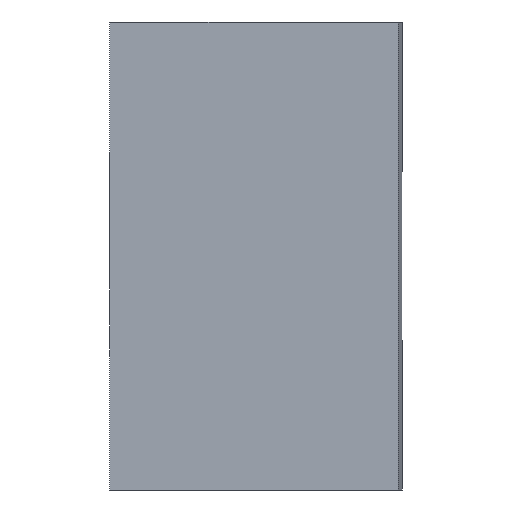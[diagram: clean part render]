
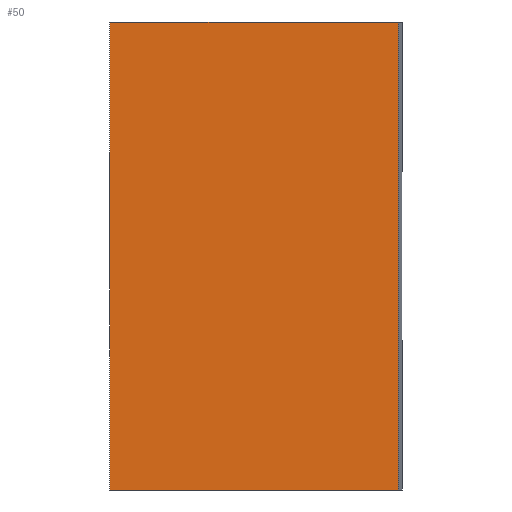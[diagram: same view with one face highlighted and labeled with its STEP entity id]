
A CAD part, left-side view. The second image highlights one B-rep face of the part: STEP entity #50.
In plain terms, the highlighted planar face has unit normal (-1, 0, 0).
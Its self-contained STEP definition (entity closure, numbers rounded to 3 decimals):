
#50 = ADVANCED_FACE( '', ( #102 ), #103, .F. );
#102 = FACE_OUTER_BOUND( '', #152, .T. );
#103 = PLANE( '', #153 );
#152 = EDGE_LOOP( '', ( #238, #239, #240, #241 ) );
#153 = AXIS2_PLACEMENT_3D( '', #242, #243, #244 );
#238 = ORIENTED_EDGE( '', *, *, #311, .T. );
#239 = ORIENTED_EDGE( '', *, *, #345, .F. );
#240 = ORIENTED_EDGE( '', *, *, #346, .F. );
#241 = ORIENTED_EDGE( '', *, *, #322, .T. );
#242 = CARTESIAN_POINT( '', ( 0., 0., 8. ) );
#243 = DIRECTION( '', ( 1., 0., 0. ) );
#244 = DIRECTION( '', ( 0., 0., -1. ) );
#311 = EDGE_CURVE( '', #364, #365, #366, .T. );
#322 = EDGE_CURVE( '', #385, #364, #386, .T. );
#345 = EDGE_CURVE( '', #420, #365, #421, .T. );
#346 = EDGE_CURVE( '', #385, #420, #422, .T. );
#364 = VERTEX_POINT( '', #443 );
#365 = VERTEX_POINT( '', #444 );
#366 = LINE( '', #445, #446 );
#385 = VERTEX_POINT( '', #470 );
#386 = LINE( '', #471, #472 );
#420 = VERTEX_POINT( '', #521 );
#421 = LINE( '', #522, #523 );
#422 = LINE( '', #524, #525 );
#443 = CARTESIAN_POINT( '', ( 0., 0., -8. ) );
#444 = CARTESIAN_POINT( '', ( 0., -9.871, -8. ) );
#445 = CARTESIAN_POINT( '', ( 0., 0., -8. ) );
#446 = VECTOR( '', #571, 1000. );
#470 = CARTESIAN_POINT( '', ( 0., 0., 8. ) );
#471 = CARTESIAN_POINT( '', ( 0., 0., 8. ) );
#472 = VECTOR( '', #589, 1000. );
#521 = CARTESIAN_POINT( '', ( 0., -9.871, 8. ) );
#522 = CARTESIAN_POINT( '', ( 0., -9.871, 8. ) );
#523 = VECTOR( '', #611, 1000. );
#524 = CARTESIAN_POINT( '', ( 0., 0., 8. ) );
#525 = VECTOR( '', #612, 1000. );
#571 = DIRECTION( '', ( 0., -1., 0. ) );
#589 = DIRECTION( '', ( 0., 0., -1. ) );
#611 = DIRECTION( '', ( 0., 0., -1. ) );
#612 = DIRECTION( '', ( 0., -1., 0. ) );
